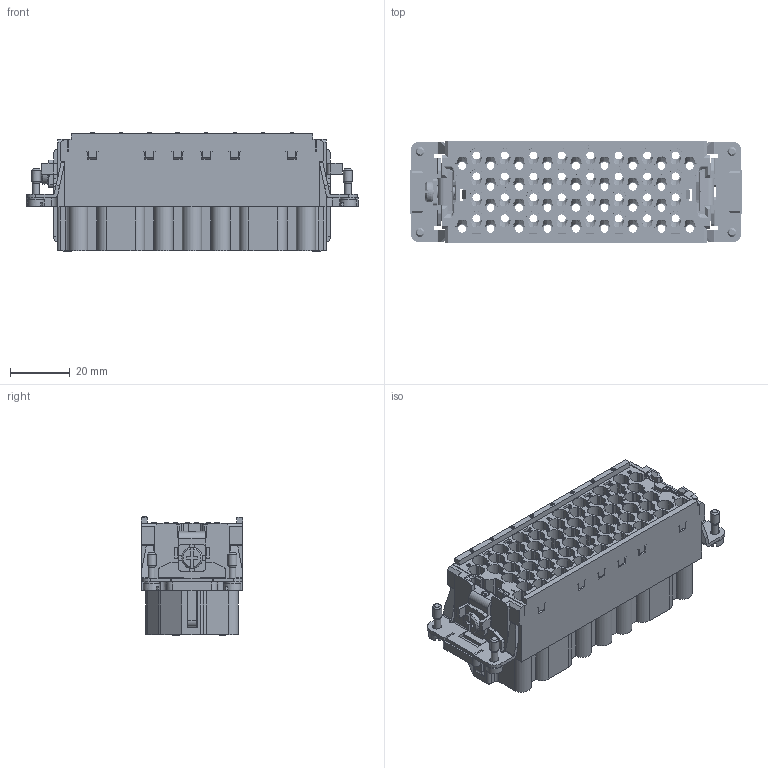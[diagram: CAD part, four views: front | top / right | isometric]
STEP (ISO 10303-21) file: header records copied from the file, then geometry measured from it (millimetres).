
FILE_DESCRIPTION(/* description */ (''),/* implementation_level */ '2;1');
FILE_NAME(/* name */ 'HEEE-064-FC.stp',/* time_stamp */ '2023-09-18T12:54:51+08:00',/* author */ (''),/* organization */ (''),/* preprocessor_version */ 'ST-DEVELOPER v16',/* originating_system */ 'SIEMENS PLM Software NX 10.0',/* authorisation */ '');
FILE_SCHEMA (('AUTOMOTIVE_DESIGN { 1 0 10303 214 3 1 1 1 }'));
Products named in the file (1): Admi16F8F3C4ysp1
Bounding box: 110.8 x 33.8 x 39.45 mm (x, y, z)
Volume: 56444.6 mm3; surface area: 73042.7 mm2
Topology: 1 solids, 6 shells, 5117 faces, 14331 edges, 9447 vertices
Faces by surface type: plane 3480, cylinder 1057, extrusion 283, bspline 198, cone 97, torus 2
Full cylindrical faces by diameter (mm): 2.3 x4, 2.4 x2, 2.562 x2, 2.6 x64, 3 x4, 4 x2, 4.7 x64, 5 x4, 5.5 x4, 6.4 x2, 7 x1
Entity records: 199399 total; most frequent: CARTESIAN_POINT 62761, ORIENTED_EDGE 27954, DIRECTION 23869, EDGE_CURVE 13977, VECTOR 9707, LINE 9424, VERTEX_POINT 9362, AXIS2_PLACEMENT_3D 7081
